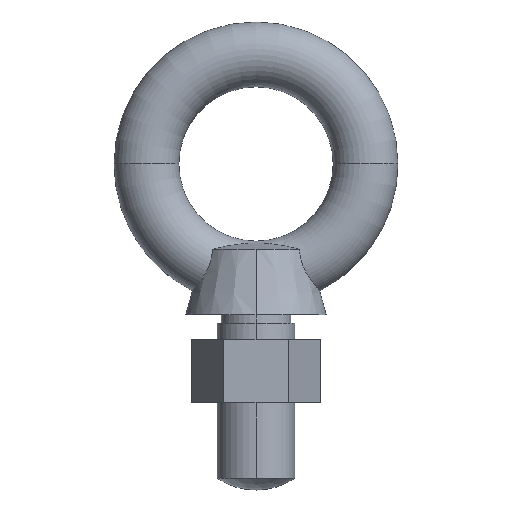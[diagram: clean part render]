
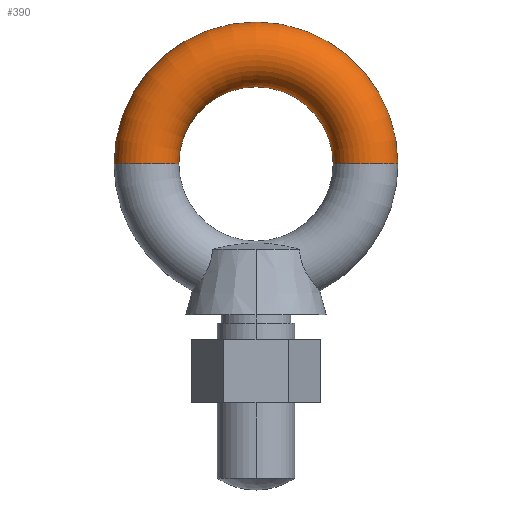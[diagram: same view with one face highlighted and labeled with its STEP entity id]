
A CAD part, top view. The second image highlights one B-rep face of the part: STEP entity #390.
In plain terms, the highlighted toroidal (fillet/blend) face has major radius 31.25 mm and minor radius 9.25 mm.
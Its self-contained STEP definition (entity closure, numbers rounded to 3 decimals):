
#20 = CIRCLE ( 'NONE', #28, 40.5 ) ;
#28 = AXIS2_PLACEMENT_3D ( 'NONE', #229, #277, #246 ) ;
#51 = EDGE_LOOP ( 'NONE', ( #119, #120, #762, #121 ) ) ;
#76 = AXIS2_PLACEMENT_3D ( 'NONE', #1044, #1094, #1030 ) ;
#81 = TOROIDAL_SURFACE ( 'NONE', #76, 31.25, 9.25 ) ;
#82 = CIRCLE ( 'NONE', #118, 9.25 ) ;
#94 = CIRCLE ( 'NONE', #101, 9.25 ) ;
#96 = AXIS2_PLACEMENT_3D ( 'NONE', #1286, #982, #1043 ) ;
#101 = AXIS2_PLACEMENT_3D ( 'NONE', #1258, #1276, #1173 ) ;
#110 = CIRCLE ( 'NONE', #96, 22. ) ;
#118 = AXIS2_PLACEMENT_3D ( 'NONE', #1012, #1033, #1104 ) ;
#119 = ORIENTED_EDGE ( 'NONE', *, *, #356, .F. ) ;
#120 = ORIENTED_EDGE ( 'NONE', *, *, #415, .F. ) ;
#121 = ORIENTED_EDGE ( 'NONE', *, *, #391, .T. ) ;
#229 = CARTESIAN_POINT ( 'NONE',  ( 0., 0., 0. ) ) ;
#246 = DIRECTION ( 'NONE',  ( -1., 0., 0. ) ) ;
#277 = DIRECTION ( 'NONE',  ( 0., 0., -1. ) ) ;
#317 = FACE_OUTER_BOUND ( 'NONE', #51, .T. ) ;
#356 = EDGE_CURVE ( 'NONE', #607, #610, #20, .T. ) ;
#390 = ADVANCED_FACE ( 'NONE', ( #317 ), #81, .T. ) ;
#391 = EDGE_CURVE ( 'NONE', #599, #610, #82, .T. ) ;
#406 = EDGE_CURVE ( 'NONE', #622, #599, #110, .T. ) ;
#415 = EDGE_CURVE ( 'NONE', #622, #607, #94, .T. ) ;
#599 = VERTEX_POINT ( 'NONE', #1092 ) ;
#607 = VERTEX_POINT ( 'NONE', #1093 ) ;
#610 = VERTEX_POINT ( 'NONE', #1239 ) ;
#622 = VERTEX_POINT ( 'NONE', #1049 ) ;
#762 = ORIENTED_EDGE ( 'NONE', *, *, #406, .T. ) ;
#982 = DIRECTION ( 'NONE',  ( 0., 0., -1. ) ) ;
#1012 = CARTESIAN_POINT ( 'NONE',  ( 31.25, 0., 0. ) ) ;
#1030 = DIRECTION ( 'NONE',  ( -1., 0., 0. ) ) ;
#1033 = DIRECTION ( 'NONE',  ( 0., 1., 0. ) ) ;
#1043 = DIRECTION ( 'NONE',  ( -1., 0., 0. ) ) ;
#1044 = CARTESIAN_POINT ( 'NONE',  ( 0., 0., 0. ) ) ;
#1049 = CARTESIAN_POINT ( 'NONE',  ( -22., 0., 0. ) ) ;
#1092 = CARTESIAN_POINT ( 'NONE',  ( 22., 0., 0. ) ) ;
#1093 = CARTESIAN_POINT ( 'NONE',  ( -40.5, 0., 0. ) ) ;
#1094 = DIRECTION ( 'NONE',  ( 0., 0., -1. ) ) ;
#1104 = DIRECTION ( 'NONE',  ( -1., 0., 0. ) ) ;
#1173 = DIRECTION ( 'NONE',  ( 0., 0., -1. ) ) ;
#1239 = CARTESIAN_POINT ( 'NONE',  ( 40.5, 0., 0. ) ) ;
#1258 = CARTESIAN_POINT ( 'NONE',  ( -31.25, 0., 0. ) ) ;
#1276 = DIRECTION ( 'NONE',  ( 0., -1., 0. ) ) ;
#1286 = CARTESIAN_POINT ( 'NONE',  ( 0., 0., 0. ) ) ;
